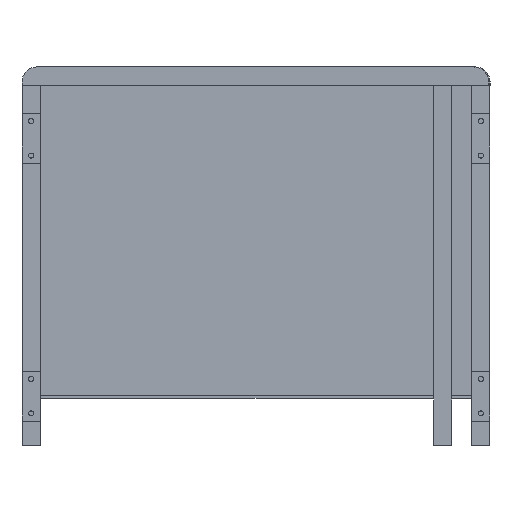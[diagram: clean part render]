
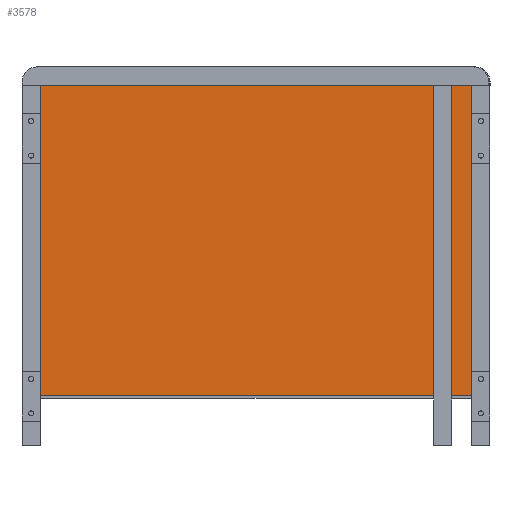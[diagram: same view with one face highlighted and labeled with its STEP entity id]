
A CAD part, front view. The second image highlights one B-rep face of the part: STEP entity #3578.
In plain terms, the highlighted planar face has unit normal (0, -1, 0).
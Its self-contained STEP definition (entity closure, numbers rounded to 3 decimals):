
#352 = EDGE_LOOP ( 'NONE', ( #9213, #13334, #5257, #1815 ) ) ;
#784 = CARTESIAN_POINT ( 'NONE',  ( -216., 0., 155. ) ) ;
#1815 = ORIENTED_EDGE ( 'NONE', *, *, #9980, .F. ) ;
#2048 = VECTOR ( 'NONE', #6325, 1000. ) ;
#2053 = CARTESIAN_POINT ( 'NONE',  ( 216., 0., 155. ) ) ;
#2242 = DIRECTION ( 'NONE',  ( 1., 0., 0. ) ) ;
#2430 = CARTESIAN_POINT ( 'NONE',  ( -216., 0., 155. ) ) ;
#2664 = VERTEX_POINT ( 'NONE', #10170 ) ;
#2820 = EDGE_CURVE ( 'NONE', #3634, #6498, #4155, .T. ) ;
#3578 = ADVANCED_FACE ( 'NONE', ( #13563 ), #8455, .T. ) ;
#3634 = VERTEX_POINT ( 'NONE', #4194 ) ;
#3745 = VECTOR ( 'NONE', #10289, 1000. ) ;
#4155 = LINE ( 'NONE', #2053, #2048 ) ;
#4194 = CARTESIAN_POINT ( 'NONE',  ( 216., 0., 155. ) ) ;
#5071 = LINE ( 'NONE', #13535, #10502 ) ;
#5257 = ORIENTED_EDGE ( 'NONE', *, *, #12277, .F. ) ;
#5304 = DIRECTION ( 'NONE',  ( 0., -1., 0. ) ) ;
#6325 = DIRECTION ( 'NONE',  ( 0., 0., -1. ) ) ;
#6498 = VERTEX_POINT ( 'NONE', #13102 ) ;
#6655 = LINE ( 'NONE', #7773, #13719 ) ;
#7246 = DIRECTION ( 'NONE',  ( -1., 0., 0. ) ) ;
#7398 = VERTEX_POINT ( 'NONE', #2430 ) ;
#7773 = CARTESIAN_POINT ( 'NONE',  ( -216., 0., 155. ) ) ;
#8324 = DIRECTION ( 'NONE',  ( 0., 0., -1. ) ) ;
#8455 = PLANE ( 'NONE',  #12503 ) ;
#8904 = EDGE_CURVE ( 'NONE', #7398, #3634, #6655, .T. ) ;
#9213 = ORIENTED_EDGE ( 'NONE', *, *, #2820, .F. ) ;
#9980 = EDGE_CURVE ( 'NONE', #6498, #2664, #5071, .T. ) ;
#10170 = CARTESIAN_POINT ( 'NONE',  ( -216., 0., -155. ) ) ;
#10289 = DIRECTION ( 'NONE',  ( 0., 0., 1. ) ) ;
#10502 = VECTOR ( 'NONE', #7246, 1000. ) ;
#12277 = EDGE_CURVE ( 'NONE', #2664, #7398, #12472, .T. ) ;
#12472 = LINE ( 'NONE', #784, #3745 ) ;
#12503 = AXIS2_PLACEMENT_3D ( 'NONE', #12787, #5304, #8324 ) ;
#12787 = CARTESIAN_POINT ( 'NONE',  ( 0., 0., 0. ) ) ;
#13102 = CARTESIAN_POINT ( 'NONE',  ( 216., 0., -155. ) ) ;
#13334 = ORIENTED_EDGE ( 'NONE', *, *, #8904, .F. ) ;
#13535 = CARTESIAN_POINT ( 'NONE',  ( -216., 0., -155. ) ) ;
#13563 = FACE_OUTER_BOUND ( 'NONE', #352, .T. ) ;
#13719 = VECTOR ( 'NONE', #2242, 1000. ) ;
